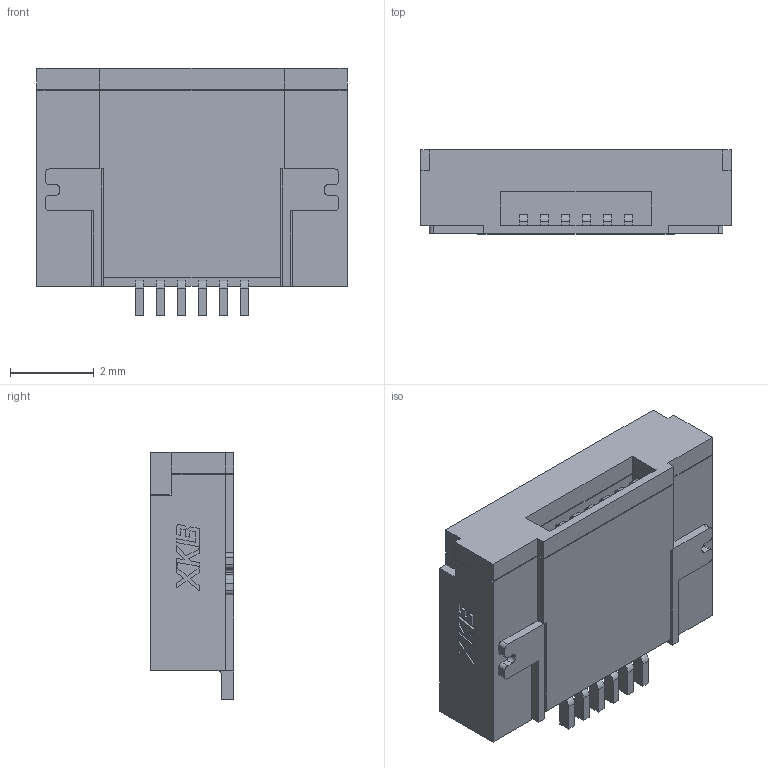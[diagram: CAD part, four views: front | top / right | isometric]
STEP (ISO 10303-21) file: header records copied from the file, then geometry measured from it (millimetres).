
FILE_DESCRIPTION(('STEP AP242'),'1');
FILE_NAME('x05a20l06t.stp','2022-03-12T12:09:00',('TraceParts'),('TraceParts S.A.'),'Spatial InterOp 3D',' ',' ');
FILE_SCHEMA(('AP242_MANAGED_MODEL_BASED_3D_ENGINEERING_MIM_LF {1 0 10303 442 1 1 4}'));
Length unit declared in the file: millimetre
Products named in the file (1): x05a20l06t
Bounding box: 7.4 x 2 x 5.9 mm (x, y, z)
Volume: 65.7 mm3; surface area: 238.2 mm2
Topology: 1 solids, 1 shells, 254 faces, 767 edges, 502 vertices
Faces by surface type: plane 218, cylinder 36
Entity records: 8522 total; most frequent: ORIENTED_EDGE 1534, CARTESIAN_POINT 1524, DIRECTION 1349, EDGE_CURVE 767, LINE 695, VECTOR 695, VERTEX_POINT 502, AXIS2_PLACEMENT_3D 327
